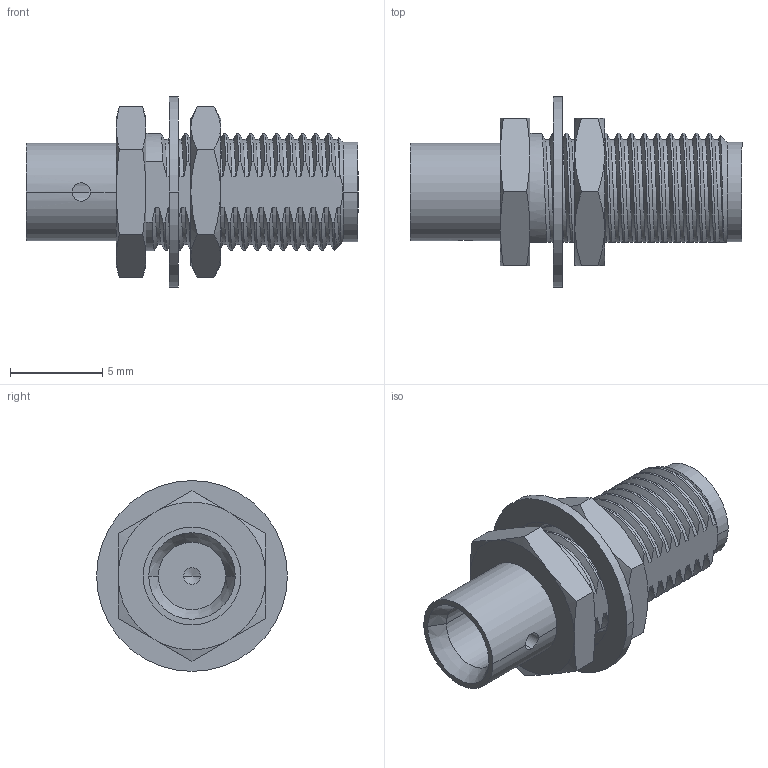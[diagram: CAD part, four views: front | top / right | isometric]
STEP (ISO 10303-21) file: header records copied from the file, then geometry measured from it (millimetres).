
FILE_DESCRIPTION (( 'STEP AP203' ), '1' );
FILE_NAME ('LCCN3240_3D.STEP', '2022-09-02T07:23:58', ( '' ), ( '' ), 'SwSTEP 2.0', 'SolidWorks 2021', '' );
FILE_SCHEMA (( 'CONFIG_CONTROL_DESIGN' ));
Length unit declared in the file: millimetre
Products named in the file (1): LCCN3240_3D
Bounding box: 18 x 10.35 x 10.35 mm (x, y, z)
Volume: 452.8 mm3; surface area: 1187.7 mm2
Topology: 6 solids, 6 shells, 214 faces, 579 edges, 378 vertices
Faces by surface type: cylinder 95, cone 48, plane 40, bspline 31
Entity records: 23404 total; most frequent: CARTESIAN_POINT 18387, ORIENTED_EDGE 1150, DIRECTION 836, EDGE_CURVE 575, VERTEX_POINT 378, AXIS2_PLACEMENT_3D 318, B_SPLINE_CURVE_WITH_KNOTS 241, EDGE_LOOP 233
